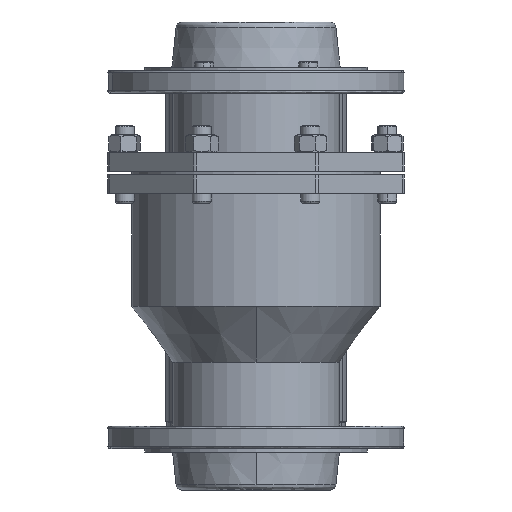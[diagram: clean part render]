
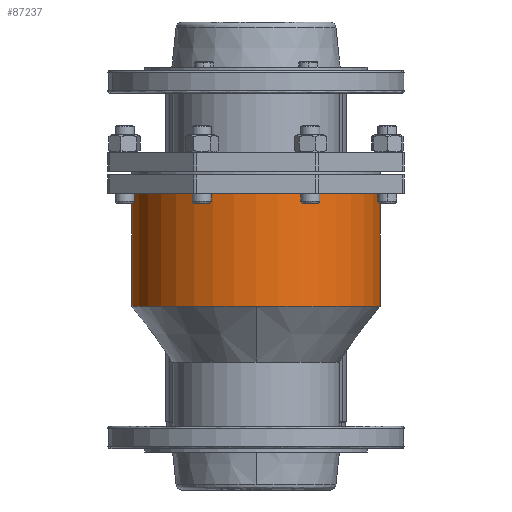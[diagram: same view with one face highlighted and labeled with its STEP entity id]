
A CAD part, front view. The second image highlights one B-rep face of the part: STEP entity #87237.
In plain terms, the highlighted cylindrical face has radius 105 mm (diameter 210 mm), a partial arc.
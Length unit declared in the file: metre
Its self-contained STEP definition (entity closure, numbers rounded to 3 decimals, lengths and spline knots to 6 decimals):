
#4493 = DIRECTION ( 'NONE',  ( 0., 0., -1. ) ) ;
#10188 = VERTEX_POINT ( 'NONE', #40357 ) ;
#10923 = EDGE_CURVE ( 'NONE', #74514, #45459, #60405, .T. ) ;
#11698 = AXIS2_PLACEMENT_3D ( 'NONE', #52197, #79411, #33957 ) ;
#11917 = DIRECTION ( 'NONE',  ( -1., 0., 0. ) ) ;
#13687 = LINE ( 'NONE', #50769, #71588 ) ;
#20424 = DIRECTION ( 'NONE',  ( 0., 0., -1. ) ) ;
#21012 = CYLINDRICAL_SURFACE ( 'NONE', #68420, 0.105 ) ;
#21784 = ORIENTED_EDGE ( 'NONE', *, *, #27823, .T. ) ;
#22756 = CARTESIAN_POINT ( 'NONE',  ( -0.149231, -0.012727, 0.2855 ) ) ;
#27823 = EDGE_CURVE ( 'NONE', #45459, #10188, #71654, .T. ) ;
#27979 = ORIENTED_EDGE ( 'NONE', *, *, #45530, .T. ) ;
#29527 = CARTESIAN_POINT ( 'NONE',  ( -0.044231, -0.012727, 0.3805 ) ) ;
#30088 = DIRECTION ( 'NONE',  ( -1., 0., 0. ) ) ;
#33957 = DIRECTION ( 'NONE',  ( -1., 0., 0. ) ) ;
#37880 = CIRCLE ( 'NONE', #90223, 0.105 ) ;
#39887 = FACE_OUTER_BOUND ( 'NONE', #115596, .T. ) ;
#40357 = CARTESIAN_POINT ( 'NONE',  ( 0.060769, -0.012727, 0.2855 ) ) ;
#41131 = VECTOR ( 'NONE', #4493, 1. ) ;
#41609 = DIRECTION ( 'NONE',  ( 0., 0., -1. ) ) ;
#45459 = VERTEX_POINT ( 'NONE', #22756 ) ;
#45530 = EDGE_CURVE ( 'NONE', #101669, #74514, #37880, .T. ) ;
#50769 = CARTESIAN_POINT ( 'NONE',  ( 0.060769, -0.012727, 0.3805 ) ) ;
#51335 = CARTESIAN_POINT ( 'NONE',  ( -0.044231, -0.012727, 0.3805 ) ) ;
#52197 = CARTESIAN_POINT ( 'NONE',  ( -0.044231, -0.012727, 0.2855 ) ) ;
#60405 = LINE ( 'NONE', #61019, #41131 ) ;
#61019 = CARTESIAN_POINT ( 'NONE',  ( -0.149231, -0.012727, 0.3805 ) ) ;
#62920 = ORIENTED_EDGE ( 'NONE', *, *, #72909, .F. ) ;
#64554 = CARTESIAN_POINT ( 'NONE',  ( -0.149231, -0.012727, 0.3805 ) ) ;
#68420 = AXIS2_PLACEMENT_3D ( 'NONE', #29527, #20424, #11917 ) ;
#71588 = VECTOR ( 'NONE', #106559, 1. ) ;
#71654 = CIRCLE ( 'NONE', #11698, 0.105 ) ;
#72909 = EDGE_CURVE ( 'NONE', #101669, #10188, #13687, .T. ) ;
#74514 = VERTEX_POINT ( 'NONE', #64554 ) ;
#79411 = DIRECTION ( 'NONE',  ( 0., 0., 1. ) ) ;
#81502 = CARTESIAN_POINT ( 'NONE',  ( 0.060769, -0.012727, 0.3805 ) ) ;
#87237 = ADVANCED_FACE ( 'NONE', ( #39887 ), #21012, .T. ) ;
#90223 = AXIS2_PLACEMENT_3D ( 'NONE', #51335, #41609, #30088 ) ;
#101669 = VERTEX_POINT ( 'NONE', #81502 ) ;
#106559 = DIRECTION ( 'NONE',  ( 0., 0., -1. ) ) ;
#107987 = ORIENTED_EDGE ( 'NONE', *, *, #10923, .T. ) ;
#115596 = EDGE_LOOP ( 'NONE', ( #62920, #27979, #107987, #21784 ) ) ;
